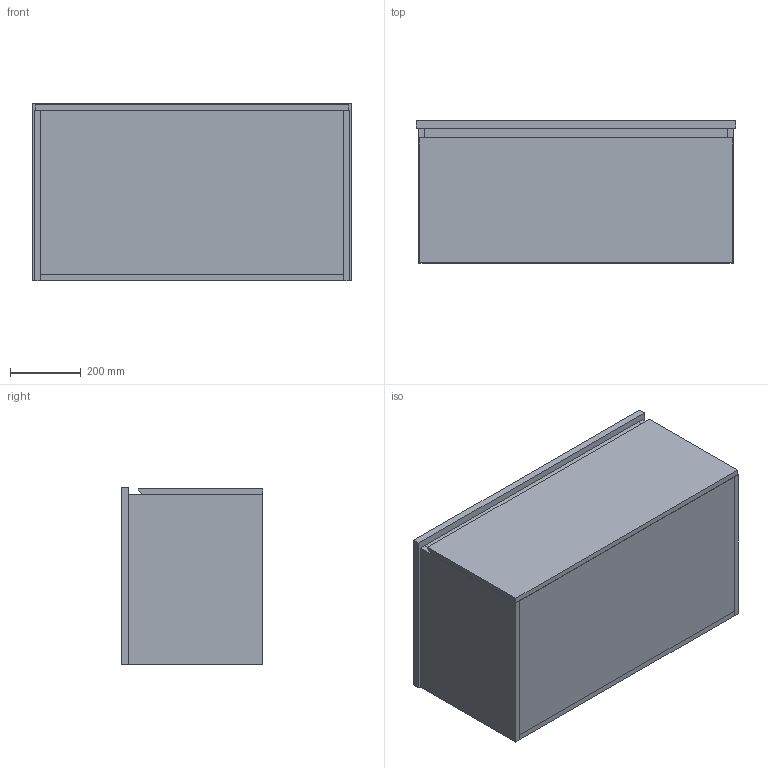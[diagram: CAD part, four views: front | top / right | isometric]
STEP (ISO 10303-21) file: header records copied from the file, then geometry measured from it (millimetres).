
FILE_DESCRIPTION (( 'STEP AP214' ), '1' );
FILE_NAME ('AD Slim Benchtop 900 ASSEM.STEP', '2019-03-08T00:24:33', ( '' ), ( '' ), 'SwSTEP 2.0', 'SolidWorks 2015', '' );
FILE_SCHEMA (( 'AUTOMOTIVE_DESIGN' ));
Length unit declared in the file: millimetre
Products named in the file (6): 900 undercounter top ASSEM; 900 undercounter top; AD Slim Benchtop 900 ASSEM; CERAMIC OVERFLOW COVER; Posh Solus Under Counter Basin; AD Slim Benchtop 900
Assembly tree (5 placements, depth 3):
  AD Slim Benchtop 900 ASSEM
    AD Slim Benchtop 900
    900 undercounter top ASSEM
      900 undercounter top
      Posh Solus Under Counter Basin
      CERAMIC OVERFLOW COVER
Bounding box: 900 x 400 x 500 mm (x, y, z)
Volume: 34181026.9 mm3; surface area: 4503549.3 mm2
Topology: 9 solids, 9 shells, 116 faces, 256 edges, 161 vertices
Faces by surface type: plane 83, cylinder 18, sphere 6, torus 6, bspline 3
Entity records: 3657 total; most frequent: CARTESIAN_POINT 689, DIRECTION 549, ORIENTED_EDGE 512, EDGE_CURVE 256, VECTOR 183, AXIS2_PLACEMENT_3D 183, LINE 183, VERTEX_POINT 161
